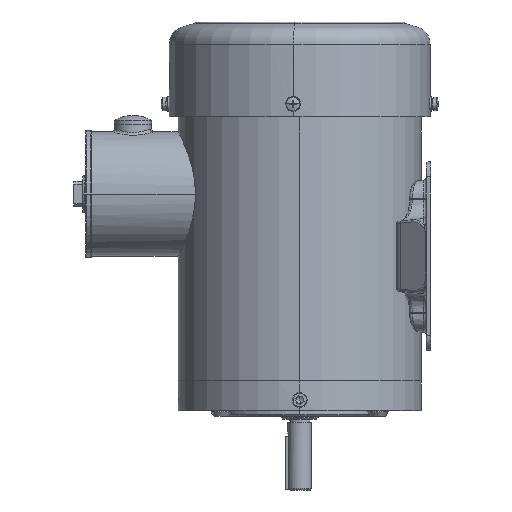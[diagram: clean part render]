
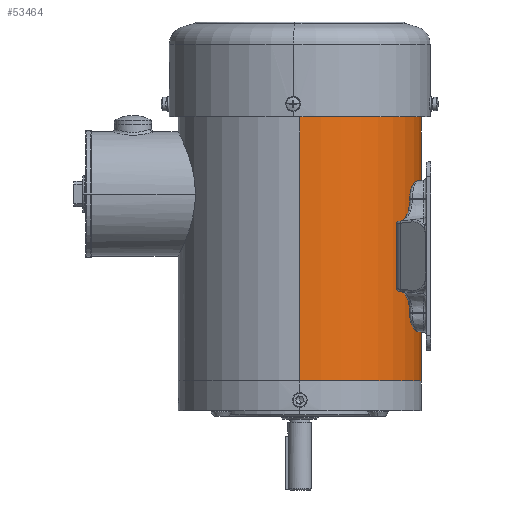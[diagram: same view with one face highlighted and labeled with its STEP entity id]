
A CAD part, left-side view. The second image highlights one B-rep face of the part: STEP entity #53464.
In plain terms, the highlighted cylindrical face has radius 82 mm (diameter 164 mm), a partial arc.
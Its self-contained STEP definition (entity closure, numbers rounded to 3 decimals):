
#2765 = VERTEX_POINT ( 'NONE', #11764 ) ;
#2803 = CARTESIAN_POINT ( 'NONE',  ( 0., 0., 180. ) ) ;
#3012 = LINE ( 'NONE', #28425, #15616 ) ;
#8105 = CYLINDRICAL_SURFACE ( 'NONE', #29831, 82. ) ;
#8818 = CARTESIAN_POINT ( 'NONE',  ( 0., 0., 180. ) ) ;
#9604 = LINE ( 'NONE', #42120, #58446 ) ;
#10860 = CARTESIAN_POINT ( 'NONE',  ( -82., 0., 180. ) ) ;
#11764 = CARTESIAN_POINT ( 'NONE',  ( 82., 0., 0. ) ) ;
#13548 = DIRECTION ( 'NONE',  ( 1., 0., 0. ) ) ;
#15616 = VECTOR ( 'NONE', #56765, 1000. ) ;
#17312 = EDGE_CURVE ( 'NONE', #46557, #22314, #25883, .T. ) ;
#18138 = DIRECTION ( 'NONE',  ( 0., 0., -1. ) ) ;
#22314 = VERTEX_POINT ( 'NONE', #40989 ) ;
#22727 = ORIENTED_EDGE ( 'NONE', *, *, #29674, .T. ) ;
#25526 = CARTESIAN_POINT ( 'NONE',  ( 0., 0., 0. ) ) ;
#25648 = CIRCLE ( 'NONE', #43523, 82. ) ;
#25883 = CIRCLE ( 'NONE', #60632, 82. ) ;
#26012 = CARTESIAN_POINT ( 'NONE',  ( -82., 0., 0. ) ) ;
#26904 = ORIENTED_EDGE ( 'NONE', *, *, #17312, .F. ) ;
#28425 = CARTESIAN_POINT ( 'NONE',  ( 82., 0., 180. ) ) ;
#29674 = EDGE_CURVE ( 'NONE', #46557, #39778, #9604, .T. ) ;
#29831 = AXIS2_PLACEMENT_3D ( 'NONE', #2803, #18138, #31147 ) ;
#30255 = DIRECTION ( 'NONE',  ( 1., 0., 0. ) ) ;
#31147 = DIRECTION ( 'NONE',  ( -1., 0., 0. ) ) ;
#31734 = FACE_OUTER_BOUND ( 'NONE', #35263, .T. ) ;
#35263 = EDGE_LOOP ( 'NONE', ( #51151, #26904, #22727, #37492 ) ) ;
#37492 = ORIENTED_EDGE ( 'NONE', *, *, #55395, .T. ) ;
#39778 = VERTEX_POINT ( 'NONE', #26012 ) ;
#40989 = CARTESIAN_POINT ( 'NONE',  ( 82., 0., 180. ) ) ;
#41856 = DIRECTION ( 'NONE',  ( 0., 0., 1. ) ) ;
#42120 = CARTESIAN_POINT ( 'NONE',  ( -82., 0., 180. ) ) ;
#43523 = AXIS2_PLACEMENT_3D ( 'NONE', #25526, #58609, #30255 ) ;
#46557 = VERTEX_POINT ( 'NONE', #10860 ) ;
#51151 = ORIENTED_EDGE ( 'NONE', *, *, #59661, .F. ) ;
#53464 = ADVANCED_FACE ( 'NONE', ( #31734 ), #8105, .T. ) ;
#55395 = EDGE_CURVE ( 'NONE', #39778, #2765, #25648, .T. ) ;
#56387 = DIRECTION ( 'NONE',  ( 0., 0., -1. ) ) ;
#56765 = DIRECTION ( 'NONE',  ( 0., 0., -1. ) ) ;
#58446 = VECTOR ( 'NONE', #56387, 1000. ) ;
#58609 = DIRECTION ( 'NONE',  ( 0., 0., 1. ) ) ;
#59661 = EDGE_CURVE ( 'NONE', #22314, #2765, #3012, .T. ) ;
#60632 = AXIS2_PLACEMENT_3D ( 'NONE', #8818, #41856, #13548 ) ;
